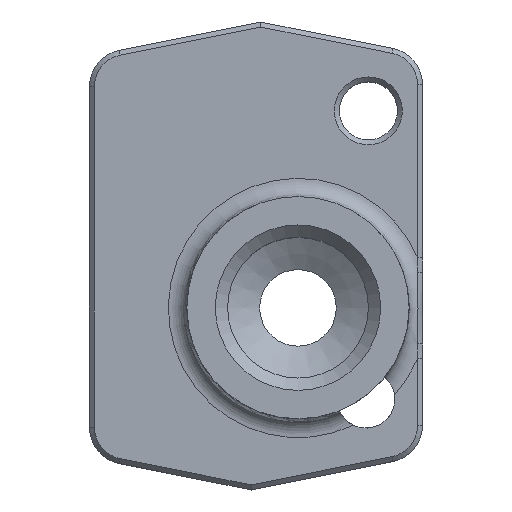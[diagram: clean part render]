
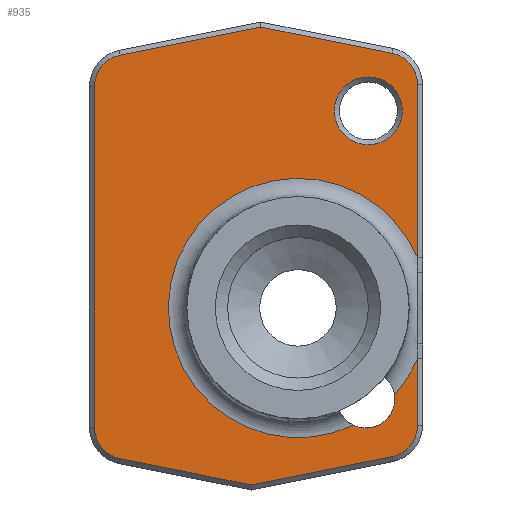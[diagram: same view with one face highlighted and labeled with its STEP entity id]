
A CAD part, top view. The second image highlights one B-rep face of the part: STEP entity #935.
In plain terms, the highlighted planar face has unit normal (0, 0, 1).
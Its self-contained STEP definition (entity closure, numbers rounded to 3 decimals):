
#22=FACE_BOUND('',#211,.T.);
#58=CIRCLE('',#968,2.6);
#60=CIRCLE('',#972,2.6);
#62=CIRCLE('',#976,2.6);
#64=CIRCLE('',#981,2.6);
#67=CIRCLE('',#991,10.5);
#70=CIRCLE('',#994,10.5);
#84=CIRCLE('',#1025,2.35);
#85=CIRCLE('',#1026,2.35);
#89=CIRCLE('',#1033,2.75);
#153=FACE_OUTER_BOUND('',#210,.T.);
#210=EDGE_LOOP('',(#790,#791,#792,#793,#794,#795,#796,#797,#798,#799,#800,
#801,#802,#803,#804));
#211=EDGE_LOOP('',(#805));
#228=LINE('',#1329,#307);
#233=LINE('',#1339,#312);
#235=LINE('',#1347,#314);
#240=LINE('',#1360,#319);
#242=LINE('',#1369,#321);
#247=LINE('',#1378,#326);
#250=LINE('',#1389,#329);
#307=VECTOR('',#1063,10.);
#312=VECTOR('',#1070,10.);
#314=VECTOR('',#1080,10.);
#319=VECTOR('',#1093,10.);
#321=VECTOR('',#1103,10.);
#326=VECTOR('',#1110,10.);
#329=VECTOR('',#1121,10.);
#386=VERTEX_POINT('',#1326);
#387=VERTEX_POINT('',#1328);
#388=VERTEX_POINT('',#1332);
#391=VERTEX_POINT('',#1337);
#393=VERTEX_POINT('',#1343);
#395=VERTEX_POINT('',#1352);
#397=VERTEX_POINT('',#1358);
#399=VERTEX_POINT('',#1364);
#400=VERTEX_POINT('',#1368);
#403=VERTEX_POINT('',#1376);
#405=VERTEX_POINT('',#1382);
#407=VERTEX_POINT('',#1387);
#419=VERTEX_POINT('',#1542);
#423=VERTEX_POINT('',#1563);
#445=VERTEX_POINT('',#1652);
#451=VERTEX_POINT('',#1694);
#467=EDGE_CURVE('',#386,#387,#228,.T.);
#472=EDGE_CURVE('',#391,#388,#233,.T.);
#475=EDGE_CURVE('',#393,#391,#58,.T.);
#476=EDGE_CURVE('',#387,#393,#235,.T.);
#480=EDGE_CURVE('',#395,#386,#60,.T.);
#483=EDGE_CURVE('',#397,#395,#240,.T.);
#486=EDGE_CURVE('',#399,#397,#62,.T.);
#487=EDGE_CURVE('',#400,#399,#242,.T.);
#492=EDGE_CURVE('',#403,#400,#247,.T.);
#495=EDGE_CURVE('',#405,#403,#64,.T.);
#497=EDGE_CURVE('',#407,#405,#250,.T.);
#519=EDGE_CURVE('',#388,#419,#67,.T.);
#524=EDGE_CURVE('',#423,#407,#70,.T.);
#562=EDGE_CURVE('',#423,#445,#84,.T.);
#566=EDGE_CURVE('',#445,#419,#85,.T.);
#573=EDGE_CURVE('',#451,#451,#89,.T.);
#790=ORIENTED_EDGE('',*,*,#497,.F.);
#791=ORIENTED_EDGE('',*,*,#524,.F.);
#792=ORIENTED_EDGE('',*,*,#562,.T.);
#793=ORIENTED_EDGE('',*,*,#566,.T.);
#794=ORIENTED_EDGE('',*,*,#519,.F.);
#795=ORIENTED_EDGE('',*,*,#472,.F.);
#796=ORIENTED_EDGE('',*,*,#475,.F.);
#797=ORIENTED_EDGE('',*,*,#476,.F.);
#798=ORIENTED_EDGE('',*,*,#467,.F.);
#799=ORIENTED_EDGE('',*,*,#480,.F.);
#800=ORIENTED_EDGE('',*,*,#483,.F.);
#801=ORIENTED_EDGE('',*,*,#486,.F.);
#802=ORIENTED_EDGE('',*,*,#487,.F.);
#803=ORIENTED_EDGE('',*,*,#492,.F.);
#804=ORIENTED_EDGE('',*,*,#495,.F.);
#805=ORIENTED_EDGE('',*,*,#573,.F.);
#891=PLANE('',#1034);
#935=ADVANCED_FACE('',(#153,#22),#891,.F.);
#968=AXIS2_PLACEMENT_3D('',#1345,#1076,#1077);
#972=AXIS2_PLACEMENT_3D('',#1354,#1087,#1088);
#976=AXIS2_PLACEMENT_3D('',#1366,#1099,#1100);
#981=AXIS2_PLACEMENT_3D('',#1384,#1116,#1117);
#991=AXIS2_PLACEMENT_3D('',#1543,#1151,#1152);
#994=AXIS2_PLACEMENT_3D('',#1576,#1157,#1158);
#1025=AXIS2_PLACEMENT_3D('',#1653,#1243,#1244);
#1026=AXIS2_PLACEMENT_3D('',#1681,#1247,#1248);
#1033=AXIS2_PLACEMENT_3D('',#1695,#1264,#1265);
#1034=AXIS2_PLACEMENT_3D('',#1697,#1267,#1268);
#1063=DIRECTION('',(0.981,0.196,0.));
#1070=DIRECTION('',(0.,-1.,0.));
#1076=DIRECTION('center_axis',(0.,0.,-1.));
#1077=DIRECTION('ref_axis',(0.773,0.634,0.));
#1080=DIRECTION('',(0.981,-0.196,0.));
#1087=DIRECTION('center_axis',(0.,0.,-1.));
#1088=DIRECTION('ref_axis',(-0.773,0.634,0.));
#1093=DIRECTION('',(0.,1.,0.));
#1099=DIRECTION('center_axis',(0.,0.,-1.));
#1100=DIRECTION('ref_axis',(-0.773,-0.634,0.));
#1103=DIRECTION('',(-0.981,0.196,0.));
#1110=DIRECTION('',(-0.981,-0.196,0.));
#1116=DIRECTION('center_axis',(0.,0.,-1.));
#1117=DIRECTION('ref_axis',(0.773,-0.634,0.));
#1121=DIRECTION('',(0.,-1.,0.));
#1151=DIRECTION('center_axis',(0.,0.,1.));
#1152=DIRECTION('ref_axis',(-1.,0.,0.));
#1157=DIRECTION('center_axis',(0.,0.,1.));
#1158=DIRECTION('ref_axis',(-1.,0.,0.));
#1243=DIRECTION('center_axis',(0.,0.,-1.));
#1244=DIRECTION('ref_axis',(-1.,0.,0.));
#1247=DIRECTION('center_axis',(0.,0.,-1.));
#1248=DIRECTION('ref_axis',(-1.,0.,0.));
#1264=DIRECTION('center_axis',(0.,0.,1.));
#1265=DIRECTION('ref_axis',(-1.,0.,0.));
#1267=DIRECTION('center_axis',(0.,0.,-1.));
#1268=DIRECTION('ref_axis',(1.,0.,0.));
#1326=CARTESIAN_POINT('',(-14.397,20.479,-18.));
#1328=CARTESIAN_POINT('',(-3.01,22.756,-18.));
#1329=CARTESIAN_POINT('',(-9.278,21.503,-18.));
#1332=CARTESIAN_POINT('',(9.687,4.05,-18.));
#1337=CARTESIAN_POINT('',(9.687,18.086,-18.));
#1339=CARTESIAN_POINT('',(9.687,8.088,-18.));
#1343=CARTESIAN_POINT('',(7.597,20.635,-18.));
#1345=CARTESIAN_POINT('Origin',(7.087,18.086,-18.));
#1347=CARTESIAN_POINT('',(0.943,21.965,-18.));
#1352=CARTESIAN_POINT('',(-16.487,17.93,-18.));
#1354=CARTESIAN_POINT('Origin',(-13.887,17.93,-18.));
#1358=CARTESIAN_POINT('',(-16.487,-9.654,-18.));
#1360=CARTESIAN_POINT('',(-16.487,-4.788,-18.));
#1364=CARTESIAN_POINT('',(-14.397,-12.203,-18.));
#1366=CARTESIAN_POINT('Origin',(-13.887,-9.654,-18.));
#1368=CARTESIAN_POINT('',(-3.792,-14.324,-18.));
#1369=CARTESIAN_POINT('',(-2.949,-14.493,-18.));
#1376=CARTESIAN_POINT('',(7.597,-12.046,-18.));
#1378=CARTESIAN_POINT('',(6.288,-12.308,-18.));
#1382=CARTESIAN_POINT('',(9.687,-9.497,-18.));
#1384=CARTESIAN_POINT('Origin',(7.087,-9.497,-18.));
#1387=CARTESIAN_POINT('',(9.687,-4.05,-18.));
#1389=CARTESIAN_POINT('',(9.687,8.088,-18.));
#1542=CARTESIAN_POINT('',(4.484,-9.494,-18.));
#1543=CARTESIAN_POINT('Origin',(0.,0.,-18.));
#1563=CARTESIAN_POINT('',(7.821,-7.006,-18.));
#1576=CARTESIAN_POINT('Origin',(0.,0.,-18.));
#1652=CARTESIAN_POINT('',(7.85,-7.375,-18.));
#1653=CARTESIAN_POINT('Origin',(5.5,-7.375,-18.));
#1681=CARTESIAN_POINT('Origin',(5.5,-7.375,-18.));
#1694=CARTESIAN_POINT('',(8.45,15.966,-18.));
#1695=CARTESIAN_POINT('Origin',(5.7,15.966,-18.));
#1697=CARTESIAN_POINT('Origin',(1.075,1.65,-18.));
